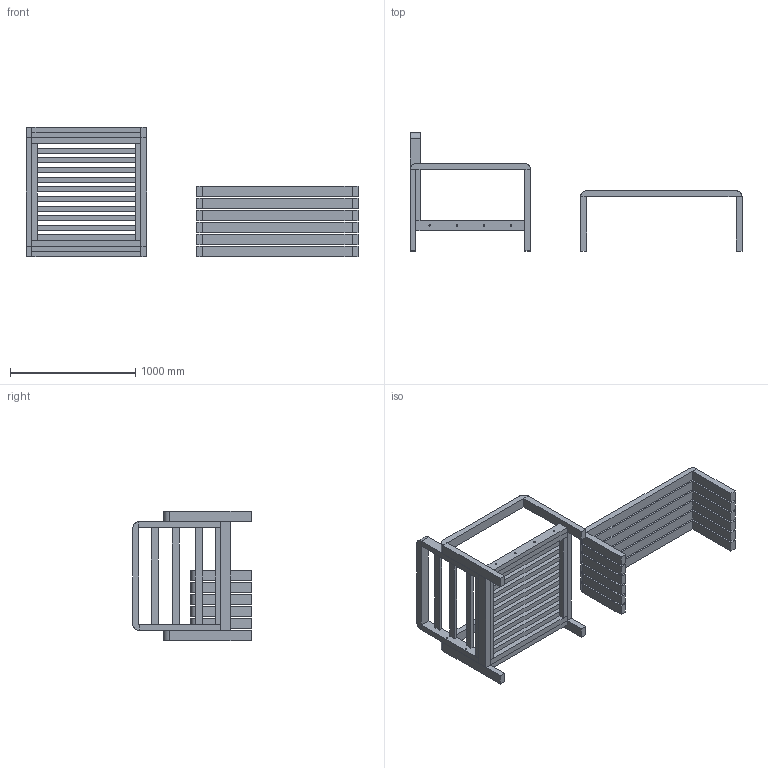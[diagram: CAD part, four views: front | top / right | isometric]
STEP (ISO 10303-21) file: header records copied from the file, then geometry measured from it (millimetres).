
FILE_DESCRIPTION(('FreeCAD Model'),'2;1');
FILE_NAME('Open CASCADE Shape Model','2025-05-07T18:37:34',('FreeCAD'),( 'FreeCAD'),'Open CASCADE STEP processor 7.6','FreeCAD','Unknown');
FILE_SCHEMA(('AUTOMOTIVE_DESIGN { 1 0 10303 214 1 1 1 1 }'));
Products named in the file (1): Open CASCADE STEP translator 7.6 1
Bounding box: 2647.72 x 942.61 x 1031.89 mm (x, y, z)
Volume: 119273297.2 mm3; surface area: 8833574.6 mm2
Topology: 46 solids, 46 shells, 2005 faces, 5597 edges, 3684 vertices
Faces by surface type: bspline 2005
Entity records: 778400 total; most frequent: CARTESIAN_POINT 745838, ORIENTED_EDGE 11164, EDGE_CURVE 5582, B_SPLINE_CURVE_WITH_KNOTS 5058, VERTEX_POINT 3684, FACE_BOUND 2050, EDGE_LOOP 2050, ADVANCED_FACE 2005
